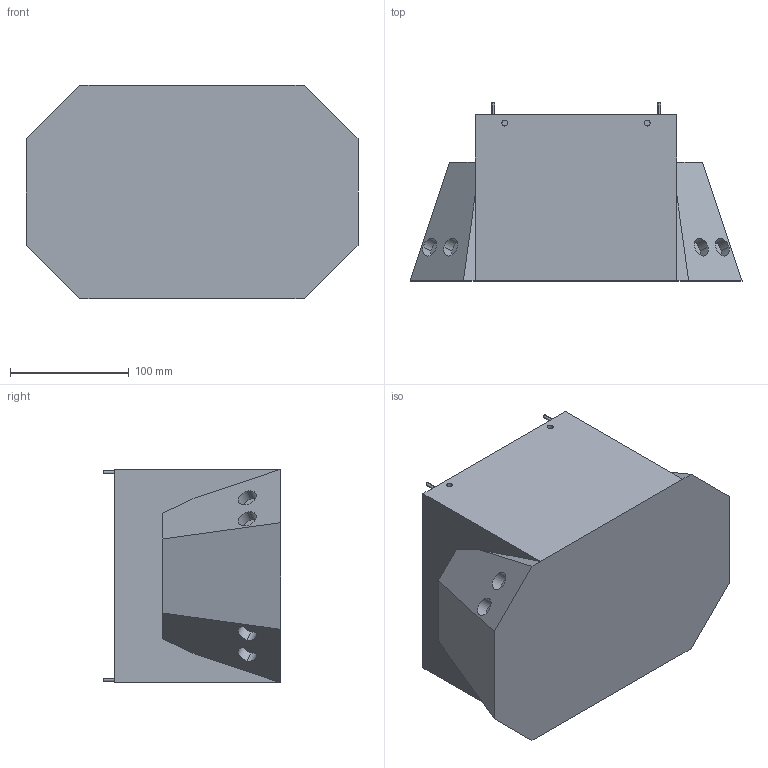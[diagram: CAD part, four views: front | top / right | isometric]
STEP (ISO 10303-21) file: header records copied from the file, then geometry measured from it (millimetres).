
FILE_DESCRIPTION (( 'STEP AP203' ), '1' );
FILE_NAME ('Mold.STEP', '2024-03-28T00:07:53', ( '' ), ( '' ), 'SwSTEP 2.0', 'SolidWorks 2023', '' );
FILE_SCHEMA (( 'CONFIG_CONTROL_DESIGN' ));
Length unit declared in the file: millimetre
Products named in the file (1): Mold
Bounding box: 280 x 150 x 180 mm (x, y, z)
Volume: 5174580.6 mm3; surface area: 192748.2 mm2
Topology: 1 solids, 1 shells, 66 faces, 140 edges, 92 vertices
Faces by surface type: plane 34, cylinder 32
Entity records: 1873 total; most frequent: DIRECTION 338, CARTESIAN_POINT 299, ORIENTED_EDGE 280, EDGE_CURVE 140, AXIS2_PLACEMENT_3D 131, VERTEX_POINT 92, EDGE_LOOP 82, LINE 76
